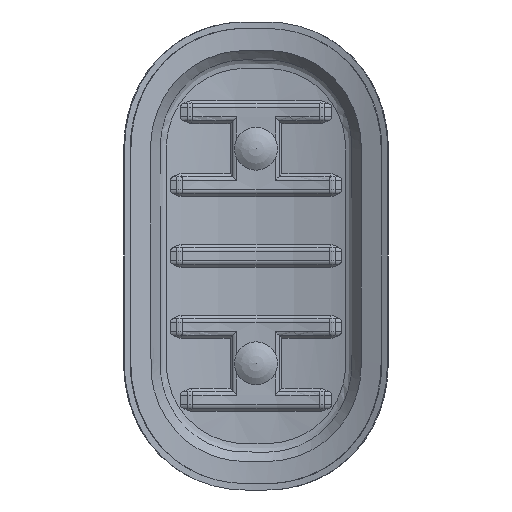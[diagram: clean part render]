
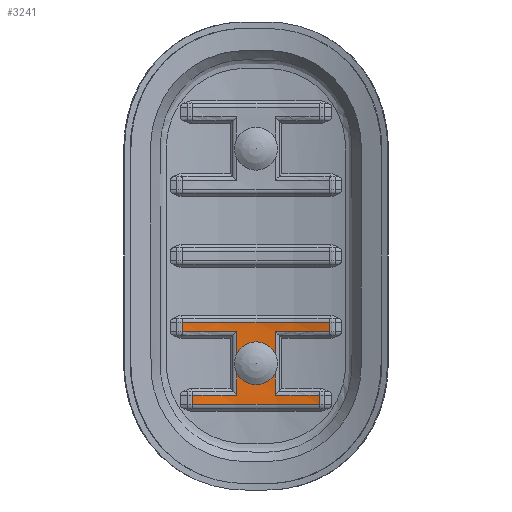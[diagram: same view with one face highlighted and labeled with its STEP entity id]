
A CAD part, front view. The second image highlights one B-rep face of the part: STEP entity #3241.
In plain terms, the highlighted cylindrical face has radius 128.3 mm (diameter 256.6 mm), a partial arc.
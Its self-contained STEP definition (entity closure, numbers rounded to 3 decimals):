
#945=CYLINDRICAL_SURFACE('',#39685,128.3);
#1278=FACE_BOUND('',#8994,.T.);
#1279=FACE_BOUND('',#8995,.T.);
#3241=ADVANCED_FACE('',(#1278,#1279),#945,.F.);
#8994=EDGE_LOOP('',(#14786,#14787,#14788,#14789,#14790,#14791,#14792,#14793,
#14794,#14795,#14796,#14797));
#8995=EDGE_LOOP('',(#14798));
#14786=ORIENTED_EDGE('',*,*,#27162,.T.);
#14787=ORIENTED_EDGE('',*,*,#27163,.T.);
#14788=ORIENTED_EDGE('',*,*,#27164,.F.);
#14789=ORIENTED_EDGE('',*,*,#27165,.T.);
#14790=ORIENTED_EDGE('',*,*,#27166,.T.);
#14791=ORIENTED_EDGE('',*,*,#27167,.T.);
#14792=ORIENTED_EDGE('',*,*,#27168,.T.);
#14793=ORIENTED_EDGE('',*,*,#27169,.T.);
#14794=ORIENTED_EDGE('',*,*,#27170,.F.);
#14795=ORIENTED_EDGE('',*,*,#27171,.T.);
#14796=ORIENTED_EDGE('',*,*,#27160,.T.);
#14797=ORIENTED_EDGE('',*,*,#27157,.T.);
#14798=ORIENTED_EDGE('',*,*,#27154,.T.);
#23090=VERTEX_POINT('',#64796);
#23092=VERTEX_POINT('',#64810);
#23093=VERTEX_POINT('',#64812);
#23094=VERTEX_POINT('',#64817);
#23095=VERTEX_POINT('',#64821);
#23096=VERTEX_POINT('',#64823);
#23097=VERTEX_POINT('',#64825);
#23098=VERTEX_POINT('',#64827);
#23099=VERTEX_POINT('',#64829);
#23100=VERTEX_POINT('',#64831);
#23101=VERTEX_POINT('',#64833);
#23102=VERTEX_POINT('',#64835);
#23103=VERTEX_POINT('',#64837);
#27154=EDGE_CURVE('',#23090,#23090,#31214,.T.);
#27157=EDGE_CURVE('',#23093,#23092,#32841,.T.);
#27160=EDGE_CURVE('',#23094,#23093,#34764,.T.);
#27162=EDGE_CURVE('',#23092,#23095,#34765,.T.);
#27163=EDGE_CURVE('',#23095,#23096,#32845,.T.);
#27164=EDGE_CURVE('',#23097,#23096,#34766,.T.);
#27165=EDGE_CURVE('',#23097,#23098,#32846,.T.);
#27166=EDGE_CURVE('',#23098,#23099,#34767,.T.);
#27167=EDGE_CURVE('',#23099,#23100,#32847,.T.);
#27168=EDGE_CURVE('',#23100,#23101,#34768,.T.);
#27169=EDGE_CURVE('',#23101,#23102,#32848,.T.);
#27170=EDGE_CURVE('',#23103,#23102,#34769,.T.);
#27171=EDGE_CURVE('',#23103,#23094,#32849,.T.);
#31214=B_SPLINE_CURVE_WITH_KNOTS('',3,(#64778,#64779,#64780,#64781,#64782,
#64783,#64784,#64785,#64786,#64787,#64788,#64789,#64790,#64791,#64792,#64793,
#64794,#64795),.UNSPECIFIED.,.T.,.F.,(2,2,2,2,2,2,2,2,2,2,2),(-0.125,0.,
0.125,0.25,0.375,0.5,0.625,0.75,0.875,1.,1.125),.UNSPECIFIED.);
#32841=CIRCLE('',#39674,128.3);
#32845=CIRCLE('',#39680,128.3);
#32846=CIRCLE('',#39681,128.3);
#32847=CIRCLE('',#39682,128.3);
#32848=CIRCLE('',#39683,128.3);
#32849=CIRCLE('',#39684,128.3);
#34764=LINE('',#64816,#36822);
#34765=LINE('',#64820,#36823);
#34766=LINE('',#64824,#36824);
#34767=LINE('',#64828,#36825);
#34768=LINE('',#64832,#36826);
#34769=LINE('',#64836,#36827);
#36822=VECTOR('',#46249,1.);
#36823=VECTOR('',#46254,1.);
#36824=VECTOR('',#46257,1.);
#36825=VECTOR('',#46260,1.);
#36826=VECTOR('',#46263,1.);
#36827=VECTOR('',#46266,1.);
#39674=AXIS2_PLACEMENT_3D('',#64811,#46241,#46242);
#39680=AXIS2_PLACEMENT_3D('',#64822,#46255,#46256);
#39681=AXIS2_PLACEMENT_3D('',#64826,#46258,#46259);
#39682=AXIS2_PLACEMENT_3D('',#64830,#46261,#46262);
#39683=AXIS2_PLACEMENT_3D('',#64834,#46264,#46265);
#39684=AXIS2_PLACEMENT_3D('',#64838,#46267,#46268);
#39685=AXIS2_PLACEMENT_3D('',#64839,#46269,#46270);
#46241=DIRECTION('',(0.,0.,-1.));
#46242=DIRECTION('',(-1.,0.,0.));
#46249=DIRECTION('',(0.,0.,-1.));
#46254=DIRECTION('',(0.,0.,-1.));
#46255=DIRECTION('',(0.,0.,1.));
#46256=DIRECTION('',(-1.,0.,0.));
#46257=DIRECTION('',(0.,0.,1.));
#46258=DIRECTION('',(0.,0.,-1.));
#46259=DIRECTION('',(-1.,0.,0.));
#46260=DIRECTION('',(0.,0.,1.));
#46261=DIRECTION('',(0.,0.,1.));
#46262=DIRECTION('',(-1.,0.,0.));
#46263=DIRECTION('',(0.,0.,1.));
#46264=DIRECTION('',(0.,0.,-1.));
#46265=DIRECTION('',(-1.,0.,0.));
#46266=DIRECTION('',(0.,0.,-1.));
#46267=DIRECTION('',(0.,0.,1.));
#46268=DIRECTION('',(-1.,0.,0.));
#46269=DIRECTION('',(0.,0.,-1.));
#46270=DIRECTION('',(-1.,0.,0.));
#64778=CARTESIAN_POINT('',(-1.846,128.301,-58.246));
#64779=CARTESIAN_POINT('',(-5.636,128.19,-56.24));
#64780=CARTESIAN_POINT('',(-7.052,128.108,-54.484));
#64781=CARTESIAN_POINT('',(-8.29,128.033,-50.416));
#64782=CARTESIAN_POINT('',(-8.101,128.047,-48.144));
#64783=CARTESIAN_POINT('',(-6.205,128.153,-44.364));
#64784=CARTESIAN_POINT('',(-4.475,128.238,-42.864));
#64785=CARTESIAN_POINT('',(-0.424,128.315,-41.562));
#64786=CARTESIAN_POINT('',(1.859,128.3,-41.762));
#64787=CARTESIAN_POINT('',(5.614,128.191,-43.747));
#64788=CARTESIAN_POINT('',(7.054,128.107,-45.527));
#64789=CARTESIAN_POINT('',(8.286,128.034,-49.567));
#64790=CARTESIAN_POINT('',(8.106,128.047,-51.844));
#64791=CARTESIAN_POINT('',(6.203,128.153,-55.642));
#64792=CARTESIAN_POINT('',(4.473,128.238,-57.138));
#64793=CARTESIAN_POINT('',(0.421,128.315,-58.438));
#64794=CARTESIAN_POINT('',(-1.846,128.301,-58.246));
#64795=CARTESIAN_POINT('',(-5.636,128.19,-56.24));
#64796=CARTESIAN_POINT('',(-3.741,128.245,-57.243));
#64810=CARTESIAN_POINT('',(-8.864,127.993,-35.172));
#64811=CARTESIAN_POINT('',(0.,0.,-35.172));
#64812=CARTESIAN_POINT('',(-34.385,123.607,-35.172));
#64816=CARTESIAN_POINT('',(-34.385,123.607,-27.));
#64817=CARTESIAN_POINT('',(-34.385,123.607,-30.828));
#64820=CARTESIAN_POINT('',(-8.864,127.993,-27.));
#64821=CARTESIAN_POINT('',(-8.864,127.993,-64.828));
#64822=CARTESIAN_POINT('',(0.,0.,-64.828));
#64823=CARTESIAN_POINT('',(-29.569,124.846,-64.828));
#64824=CARTESIAN_POINT('',(-29.569,124.846,-73.));
#64825=CARTESIAN_POINT('',(-29.569,124.846,-69.172));
#64826=CARTESIAN_POINT('',(0.,0.,-69.172));
#64827=CARTESIAN_POINT('',(29.569,124.846,-69.172));
#64828=CARTESIAN_POINT('',(29.569,124.846,-27.));
#64829=CARTESIAN_POINT('',(29.569,124.846,-64.828));
#64830=CARTESIAN_POINT('',(0.,0.,-64.828));
#64831=CARTESIAN_POINT('',(8.864,127.993,-64.828));
#64832=CARTESIAN_POINT('',(8.864,127.993,-27.));
#64833=CARTESIAN_POINT('',(8.864,127.993,-35.172));
#64834=CARTESIAN_POINT('',(0.,0.,-35.172));
#64835=CARTESIAN_POINT('',(34.385,123.607,-35.172));
#64836=CARTESIAN_POINT('',(34.385,123.607,-27.));
#64837=CARTESIAN_POINT('',(34.385,123.607,-30.828));
#64838=CARTESIAN_POINT('',(0.,0.,-30.828));
#64839=CARTESIAN_POINT('',(0.,0.,-27.));
